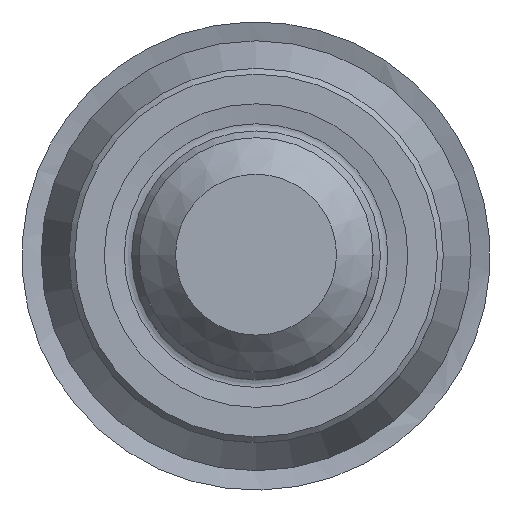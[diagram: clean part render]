
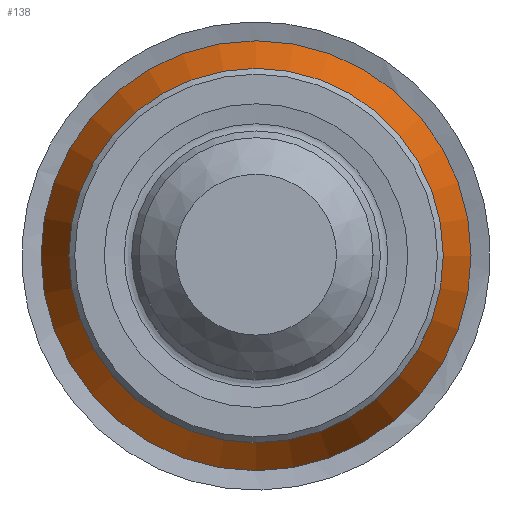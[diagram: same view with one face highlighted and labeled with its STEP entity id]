
A CAD part, top view. The second image highlights one B-rep face of the part: STEP entity #138.
In plain terms, the highlighted conical face has half-angle 23.849 degrees and reference radius 6.4 mm.
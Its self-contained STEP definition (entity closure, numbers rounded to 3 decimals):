
#138=ADVANCED_FACE('',(#181,#182),#164,.T.);
#164=CONICAL_SURFACE('',#532,6.4,23.849);
#181=FACE_BOUND('',#238,.T.);
#182=FACE_BOUND('',#239,.T.);
#238=EDGE_LOOP('',(#296));
#239=EDGE_LOOP('',(#297));
#296=ORIENTED_EDGE('',*,*,#378,.T.);
#297=ORIENTED_EDGE('',*,*,#377,.T.);
#348=VERTEX_POINT('',#725);
#349=VERTEX_POINT('',#729);
#377=EDGE_CURVE('',#348,#348,#406,.T.);
#378=EDGE_CURVE('',#349,#349,#407,.T.);
#406=CIRCLE('',#528,7.35);
#407=CIRCLE('',#531,6.4);
#528=AXIS2_PLACEMENT_3D('',#724,#605,#606);
#531=AXIS2_PLACEMENT_3D('',#728,#611,#612);
#532=AXIS2_PLACEMENT_3D('',#730,#613,#614);
#605=DIRECTION('',(0.,0.,1.));
#606=DIRECTION('',(1.,0.,0.));
#611=DIRECTION('',(0.,0.,-1.));
#612=DIRECTION('',(-1.,0.,0.));
#613=DIRECTION('',(0.,0.,-1.));
#614=DIRECTION('',(-1.,0.,0.));
#724=CARTESIAN_POINT('',(0.,0.,-4.149));
#725=CARTESIAN_POINT('',(7.35,0.,-4.149));
#728=CARTESIAN_POINT('',(0.,0.,-2.));
#729=CARTESIAN_POINT('',(-6.4,0.,-2.));
#730=CARTESIAN_POINT('',(0.,0.,-2.));
